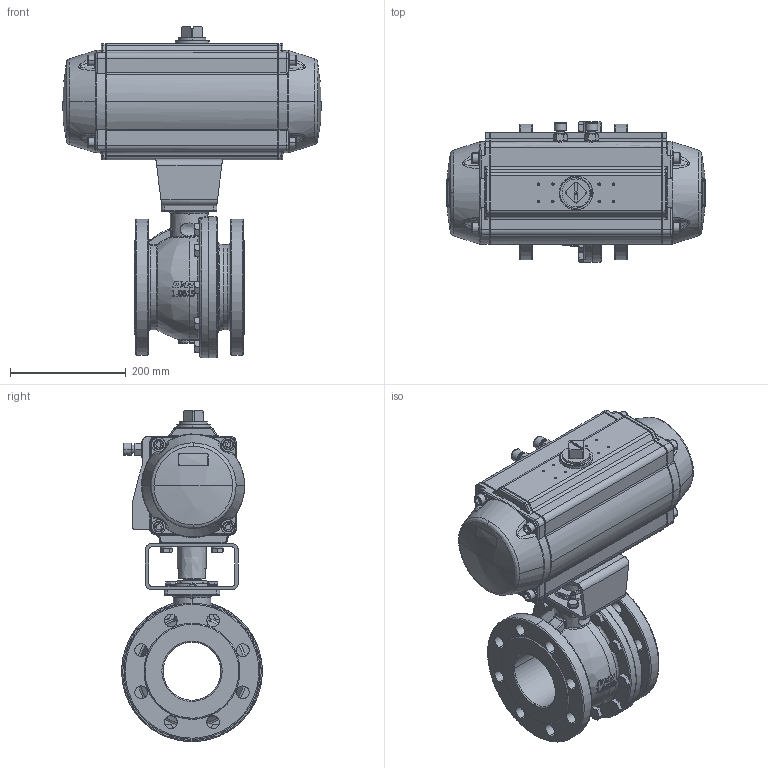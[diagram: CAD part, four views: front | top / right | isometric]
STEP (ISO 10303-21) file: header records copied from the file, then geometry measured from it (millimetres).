
FILE_DESCRIPTION (('STEP'), '1');
FILE_NAME ('NFA16-09-0804-6-160.stp', '2025-06-05T11:15:15', ('Unknown'), ('Unknown'), 'HarmonyWare STEP v2.1.9', 'HarmonyWare Translators', '');
FILE_SCHEMA (('CONFIG_CONTROL_DESIGN'));
Length unit declared in the file: millimetre
Products named in the file (5): Konsole; Antrieb 6-160; Volumenkörper1
Assembly tree (4 placements, depth 2):
  (unnamed)
    Konsole
    Konsole
    Antrieb 6-160
    Volumenkörper1
Bounding box: 446.52 x 244.25 x 571.99 mm (x, y, z)
Volume: 10248131.7 mm3; surface area: 1272801 mm2
Topology: 5 solids, 37 shells, 2769 faces, 7030 edges, 4451 vertices
Faces by surface type: bspline 2769
Entity records: 136769 total; most frequent: CARTESIAN_POINT 74942, ORIENTED_EDGE 13964, EDGE_CURVE 6982, VERTEX_POINT 4483, B_SPLINE_CURVE_WITH_KNOTS 3509, EDGE_LOOP 3071, COLOUR_RGB 2769, FILL_AREA_STYLE_COLOUR 2769
